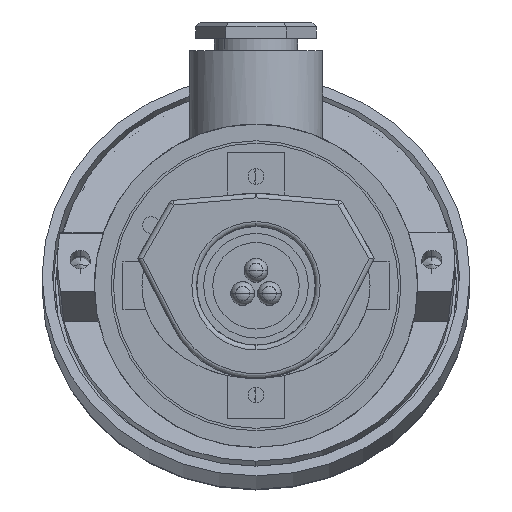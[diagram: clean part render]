
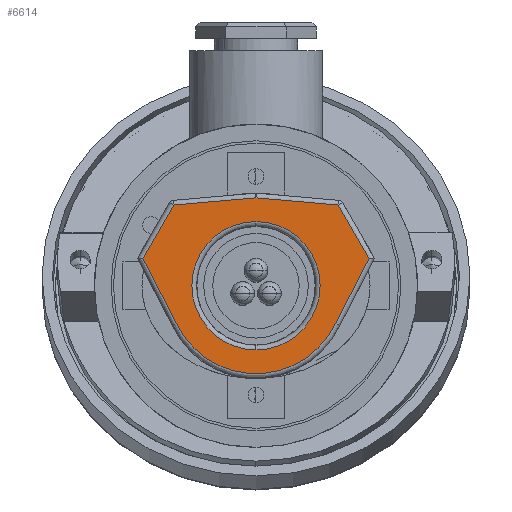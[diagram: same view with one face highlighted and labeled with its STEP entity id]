
A CAD part, front view. The second image highlights one B-rep face of the part: STEP entity #6614.
In plain terms, the highlighted planar face has unit normal (0, -1, 0).
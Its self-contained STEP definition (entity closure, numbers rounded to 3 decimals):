
#19 = VECTOR ( 'NONE', #5074, 1000. ) ;
#74 = EDGE_LOOP ( 'NONE', ( #1217, #4197 ) ) ;
#89 = EDGE_CURVE ( 'NONE', #7866, #5783, #8389, .T. ) ;
#189 = VECTOR ( 'NONE', #7621, 1000. ) ;
#224 = AXIS2_PLACEMENT_3D ( 'NONE', #13064, #231, #6719 ) ;
#231 = DIRECTION ( 'NONE',  ( 0., -1., 0. ) ) ;
#579 = VERTEX_POINT ( 'NONE', #1254 ) ;
#763 = EDGE_CURVE ( 'NONE', #8651, #11270, #13011, .T. ) ;
#1217 = ORIENTED_EDGE ( 'NONE', *, *, #763, .T. ) ;
#1254 = CARTESIAN_POINT ( 'NONE',  ( 16.741, 0., -7.901 ) ) ;
#1422 = DIRECTION ( 'NONE',  ( 0., 1., 0. ) ) ;
#1662 = DIRECTION ( 'NONE',  ( 0., 1., 0. ) ) ;
#1860 = CARTESIAN_POINT ( 'NONE',  ( 1.606, 0., 18.356 ) ) ;
#1972 = DIRECTION ( 'NONE',  ( 0.458, 0., -0.889 ) ) ;
#2125 = VECTOR ( 'NONE', #6801, 1000. ) ;
#2619 = LINE ( 'NONE', #10098, #2125 ) ;
#2870 = ORIENTED_EDGE ( 'NONE', *, *, #9250, .T. ) ;
#2958 = CARTESIAN_POINT ( 'NONE',  ( 23.792, 0., 5.78 ) ) ;
#3043 = DIRECTION ( 'NONE',  ( 0., 1., 0. ) ) ;
#3100 = ORIENTED_EDGE ( 'NONE', *, *, #3672, .T. ) ;
#3297 = CIRCLE ( 'NONE', #11089, 13.5 ) ;
#3299 = LINE ( 'NONE', #3375, #189 ) ;
#3375 = CARTESIAN_POINT ( 'NONE',  ( -20.347, 0., 11.747 ) ) ;
#3520 = VECTOR ( 'NONE', #11443, 1000. ) ;
#3563 = EDGE_CURVE ( 'NONE', #5783, #579, #6240, .T. ) ;
#3574 = FACE_BOUND ( 'NONE', #74, .T. ) ;
#3672 = EDGE_CURVE ( 'NONE', #10423, #5589, #13469, .T. ) ;
#3875 = CARTESIAN_POINT ( 'NONE',  ( 0., 0., 0. ) ) ;
#4197 = ORIENTED_EDGE ( 'NONE', *, *, #12190, .T. ) ;
#4407 = CARTESIAN_POINT ( 'NONE',  ( 0., 0., 0. ) ) ;
#4574 = DIRECTION ( 'NONE',  ( -0.5, 0., 0.866 ) ) ;
#4911 = CARTESIAN_POINT ( 'NONE',  ( -1.606, 0., 18.356 ) ) ;
#5009 = CARTESIAN_POINT ( 'NONE',  ( 0., 0., 0. ) ) ;
#5074 = DIRECTION ( 'NONE',  ( -0.996, 0., 0.087 ) ) ;
#5405 = CARTESIAN_POINT ( 'NONE',  ( 20.347, 0., 11.747 ) ) ;
#5589 = VERTEX_POINT ( 'NONE', #12192 ) ;
#5600 = FACE_OUTER_BOUND ( 'NONE', #11214, .T. ) ;
#5783 = VERTEX_POINT ( 'NONE', #6307 ) ;
#5805 = VERTEX_POINT ( 'NONE', #2958 ) ;
#5912 = DIRECTION ( 'NONE',  ( 0., 0., 1. ) ) ;
#6092 = AXIS2_PLACEMENT_3D ( 'NONE', #4407, #1422, #6716 ) ;
#6240 = CIRCLE ( 'NONE', #224, 18.511 ) ;
#6307 = CARTESIAN_POINT ( 'NONE',  ( -16.741, 0., -7.901 ) ) ;
#6614 = ADVANCED_FACE ( 'NONE', ( #3574, #5600 ), #11801, .F. ) ;
#6716 = DIRECTION ( 'NONE',  ( 0., 0., 1. ) ) ;
#6719 = DIRECTION ( 'NONE',  ( 0., 0., 1. ) ) ;
#6801 = DIRECTION ( 'NONE',  ( 0.458, 0., 0.889 ) ) ;
#7163 = LINE ( 'NONE', #1860, #19 ) ;
#7215 = AXIS2_PLACEMENT_3D ( 'NONE', #5009, #3043, #11624 ) ;
#7621 = DIRECTION ( 'NONE',  ( -0.5, 0., -0.866 ) ) ;
#7865 = EDGE_CURVE ( 'NONE', #12907, #10423, #7163, .T. ) ;
#7866 = VERTEX_POINT ( 'NONE', #11470 ) ;
#8389 = LINE ( 'NONE', #12768, #12990 ) ;
#8472 = ORIENTED_EDGE ( 'NONE', *, *, #3563, .T. ) ;
#8509 = ORIENTED_EDGE ( 'NONE', *, *, #11259, .T. ) ;
#8651 = VERTEX_POINT ( 'NONE', #11834 ) ;
#8997 = ORIENTED_EDGE ( 'NONE', *, *, #7865, .T. ) ;
#9250 = EDGE_CURVE ( 'NONE', #5805, #12907, #10785, .T. ) ;
#9490 = ORIENTED_EDGE ( 'NONE', *, *, #13000, .T. ) ;
#9725 = CARTESIAN_POINT ( 'NONE',  ( 17.326, 0., 16.98 ) ) ;
#10098 = CARTESIAN_POINT ( 'NONE',  ( 16.444, 0., -8.476 ) ) ;
#10423 = VERTEX_POINT ( 'NONE', #11843 ) ;
#10785 = LINE ( 'NONE', #5405, #12287 ) ;
#11089 = AXIS2_PLACEMENT_3D ( 'NONE', #3875, #1662, #5912 ) ;
#11091 = ORIENTED_EDGE ( 'NONE', *, *, #89, .T. ) ;
#11214 = EDGE_LOOP ( 'NONE', ( #11091, #8472, #8509, #2870, #8997, #3100, #9490 ) ) ;
#11259 = EDGE_CURVE ( 'NONE', #579, #5805, #2619, .T. ) ;
#11270 = VERTEX_POINT ( 'NONE', #12164 ) ;
#11443 = DIRECTION ( 'NONE',  ( -0.996, 0., -0.087 ) ) ;
#11470 = CARTESIAN_POINT ( 'NONE',  ( -23.792, 0., 5.78 ) ) ;
#11624 = DIRECTION ( 'NONE',  ( 0., 0., 1. ) ) ;
#11801 = PLANE ( 'NONE',  #6092 ) ;
#11834 = CARTESIAN_POINT ( 'NONE',  ( 0., 0., 13.5 ) ) ;
#11843 = CARTESIAN_POINT ( 'NONE',  ( 0., 0., 18.496 ) ) ;
#12164 = CARTESIAN_POINT ( 'NONE',  ( 0., 0., -13.5 ) ) ;
#12190 = EDGE_CURVE ( 'NONE', #11270, #8651, #3297, .T. ) ;
#12192 = CARTESIAN_POINT ( 'NONE',  ( -17.326, 0., 16.98 ) ) ;
#12287 = VECTOR ( 'NONE', #4574, 1000. ) ;
#12768 = CARTESIAN_POINT ( 'NONE',  ( -16.444, 0., -8.476 ) ) ;
#12907 = VERTEX_POINT ( 'NONE', #9725 ) ;
#12990 = VECTOR ( 'NONE', #1972, 1000. ) ;
#13000 = EDGE_CURVE ( 'NONE', #5589, #7866, #3299, .T. ) ;
#13011 = CIRCLE ( 'NONE', #7215, 13.5 ) ;
#13064 = CARTESIAN_POINT ( 'NONE',  ( 0., 0., 0. ) ) ;
#13469 = LINE ( 'NONE', #4911, #3520 ) ;
